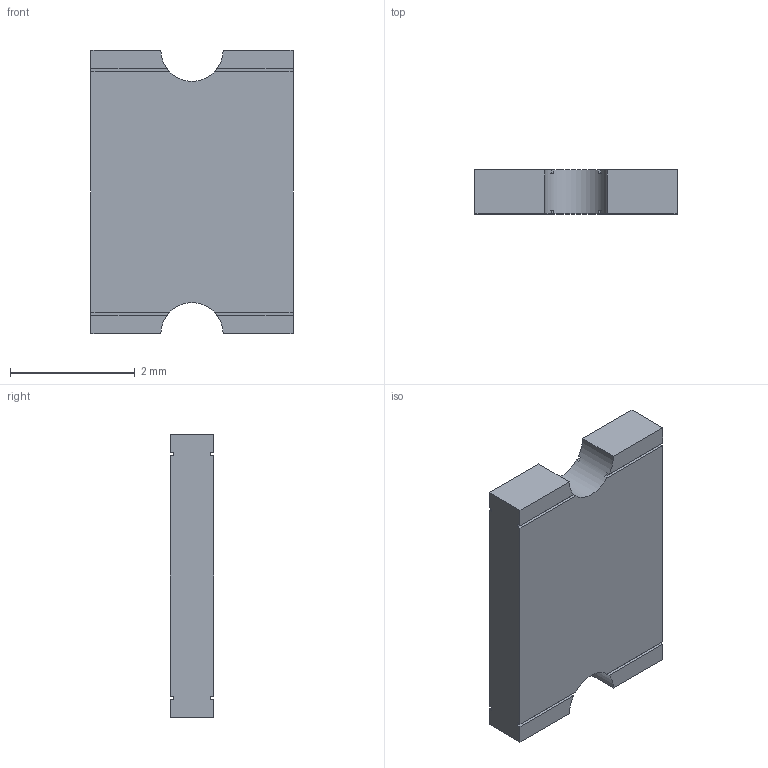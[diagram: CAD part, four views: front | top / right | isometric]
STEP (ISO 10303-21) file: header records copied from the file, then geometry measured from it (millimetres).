
FILE_DESCRIPTION (( 'STEP AP214' ), '1' );
FILE_NAME ('mf-msmf050V1.STEP', '2019-07-10T10:50:53', ( '' ), ( '' ), 'SwSTEP 2.0', 'SolidWorks 2018', '' );
FILE_SCHEMA (( 'AUTOMOTIVE_DESIGN' ));
Length unit declared in the file: millimetre
Products named in the file (2): mf-msmf050V1
Bounding box: 3.24 x 0.7 x 4.55 mm (x, y, z)
Volume: 9.7 mm3; surface area: 41.5 mm2
Topology: 1 solids, 1 shells, 97 faces, 270 edges, 180 vertices
Faces by surface type: plane 69, bspline 25, cylinder 3
Entity records: 5777 total; most frequent: CARTESIAN_POINT 2374, ORIENTED_EDGE 540, DIRECTION 390, EDGE_CURVE 270, LINE 198, VECTOR 198, VERTEX_POINT 180, EDGE_LOOP 102
